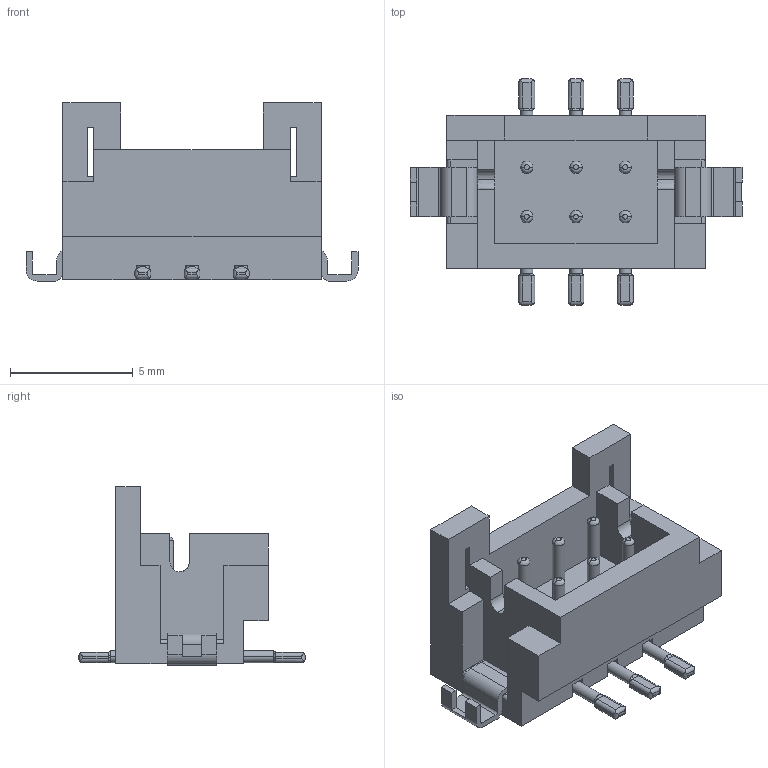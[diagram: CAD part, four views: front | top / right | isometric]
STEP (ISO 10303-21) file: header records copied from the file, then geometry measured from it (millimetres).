
FILE_DESCRIPTION(('FreeCAD Model'),'2;1');
FILE_NAME('DF11C-6DP-2V.stp', '2021-02-28T13:11:50',('Author'),(''), 'Open CASCADE STEP processor 7.3','FreeCAD','Unknown');
FILE_SCHEMA(('AUTOMOTIVE_DESIGN { 1 0 10303 214 1 1 1 1 }'));
Length unit declared in the file: millimetre
Products named in the file (1): DF11C-6DP-2V
Bounding box: 13.5 x 9.2 x 7.25 mm (x, y, z)
Volume: 219.1 mm3; surface area: 530.7 mm2
Topology: 1 solids, 1 shells, 353 faces, 1018 edges, 670 vertices
Faces by surface type: plane 174, cylinder 93, bspline 62, revolution 12, torus 12
Full cylindrical faces by diameter (mm): 0.5 x12
Entity records: 37236 total; most frequent: CARTESIAN_POINT 15672, DIRECTION 3251, LINE 2132, VECTOR 2132, ORIENTED_EDGE 2036, PCURVE 2036, DEFINITIONAL_REPRESENTATION 2036, EDGE_CURVE 1018
